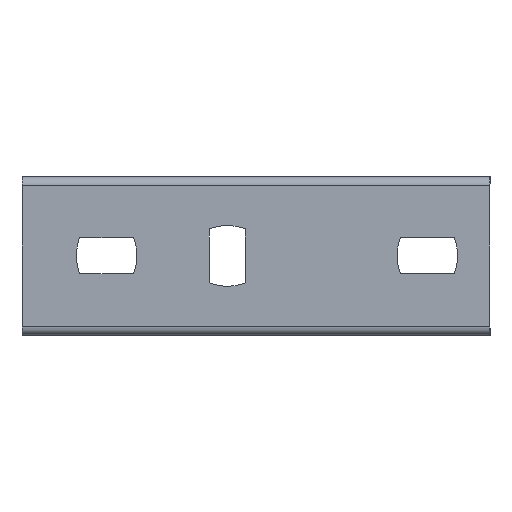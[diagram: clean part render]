
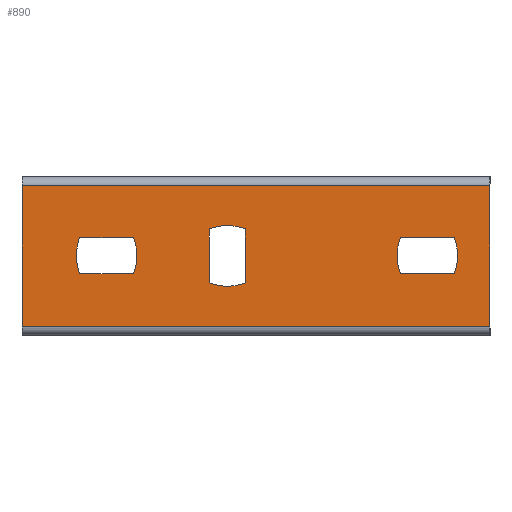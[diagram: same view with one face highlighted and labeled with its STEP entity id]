
A CAD part, left-side view. The second image highlights one B-rep face of the part: STEP entity #890.
In plain terms, the highlighted planar face has unit normal (-1, 0, 0).
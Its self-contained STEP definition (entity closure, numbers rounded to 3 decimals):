
#15 = VECTOR ( 'NONE', #179, 1000. ) ;
#17 = VECTOR ( 'NONE', #176, 1000. ) ;
#19 = VECTOR ( 'NONE', #177, 1000. ) ;
#20 = LINE ( 'NONE', #239, #15 ) ;
#21 = VECTOR ( 'NONE', #220, 1000. ) ;
#22 = LINE ( 'NONE', #180, #19 ) ;
#24 = LINE ( 'NONE', #260, #17 ) ;
#26 = LINE ( 'NONE', #305, #21 ) ;
#27 = VECTOR ( 'NONE', #267, 1000. ) ;
#30 = LINE ( 'NONE', #277, #27 ) ;
#33 = CIRCLE ( 'NONE', #1873, 14. ) ;
#34 = VECTOR ( 'NONE', #319, 1000. ) ;
#37 = LINE ( 'NONE', #324, #34 ) ;
#41 = VECTOR ( 'NONE', #370, 1000. ) ;
#42 = CIRCLE ( 'NONE', #1875, 14. ) ;
#44 = LINE ( 'NONE', #377, #41 ) ;
#48 = CIRCLE ( 'NONE', #1877, 14. ) ;
#49 = VECTOR ( 'NONE', #436, 1000. ) ;
#52 = LINE ( 'NONE', #442, #49 ) ;
#56 = VECTOR ( 'NONE', #475, 1000. ) ;
#57 = CIRCLE ( 'NONE', #1879, 14. ) ;
#59 = LINE ( 'NONE', #478, #56 ) ;
#62 = CIRCLE ( 'NONE', #1881, 14. ) ;
#67 = CIRCLE ( 'NONE', #1882, 14. ) ;
#70 = VECTOR ( 'NONE', #510, 1000. ) ;
#73 = LINE ( 'NONE', #512, #70 ) ;
#176 = DIRECTION ( 'NONE',  ( 0., 1., 0. ) ) ;
#177 = DIRECTION ( 'NONE',  ( 0., 1., 0. ) ) ;
#179 = DIRECTION ( 'NONE',  ( 0., 0., 1. ) ) ;
#180 = CARTESIAN_POINT ( 'NONE',  ( -2.107, 47.5, 2.5 ) ) ;
#220 = DIRECTION ( 'NONE',  ( 0., 0., -1. ) ) ;
#239 = CARTESIAN_POINT ( 'NONE',  ( -2.107, 130., -12.893 ) ) ;
#260 = CARTESIAN_POINT ( 'NONE',  ( -2.107, 47.5, 41.607 ) ) ;
#267 = DIRECTION ( 'NONE',  ( 0., 1., 0. ) ) ;
#277 = CARTESIAN_POINT ( 'NONE',  ( -2.107, 9.9, 17.107 ) ) ;
#284 = DIRECTION ( 'NONE',  ( 0., 0., -1. ) ) ;
#290 = DIRECTION ( 'NONE',  ( 1., 0., 0. ) ) ;
#297 = CARTESIAN_POINT ( 'NONE',  ( -2.107, 22.977, 22.107 ) ) ;
#305 = CARTESIAN_POINT ( 'NONE',  ( -2.107, 0., 67.107 ) ) ;
#319 = DIRECTION ( 'NONE',  ( 0., -1., 0. ) ) ;
#324 = CARTESIAN_POINT ( 'NONE',  ( -2.107, 9.9, 27.107 ) ) ;
#340 = DIRECTION ( 'NONE',  ( 0., 0., -1. ) ) ;
#342 = DIRECTION ( 'NONE',  ( 1., 0., 0. ) ) ;
#349 = CARTESIAN_POINT ( 'NONE',  ( -2.107, 11.823, 22.107 ) ) ;
#370 = DIRECTION ( 'NONE',  ( 0., -1., 0. ) ) ;
#377 = CARTESIAN_POINT ( 'NONE',  ( -2.107, 114., 27.107 ) ) ;
#403 = DIRECTION ( 'NONE',  ( 0., 0., -1. ) ) ;
#405 = DIRECTION ( 'NONE',  ( 1., 0., 0. ) ) ;
#408 = CARTESIAN_POINT ( 'NONE',  ( -2.107, 100.923, 22.107 ) ) ;
#436 = DIRECTION ( 'NONE',  ( 0., 1., 0. ) ) ;
#442 = CARTESIAN_POINT ( 'NONE',  ( -2.107, 114., 17.107 ) ) ;
#454 = DIRECTION ( 'NONE',  ( 0., 0., -1. ) ) ;
#457 = DIRECTION ( 'NONE',  ( 1., 0., 0. ) ) ;
#460 = CARTESIAN_POINT ( 'NONE',  ( -2.107, 112.077, 22.107 ) ) ;
#475 = DIRECTION ( 'NONE',  ( 0., 0., -1. ) ) ;
#478 = CARTESIAN_POINT ( 'NONE',  ( -2.107, 68., 29.607 ) ) ;
#482 = DIRECTION ( 'NONE',  ( 0., 0., -1. ) ) ;
#483 = DIRECTION ( 'NONE',  ( 1., 0., 0. ) ) ;
#488 = CARTESIAN_POINT ( 'NONE',  ( -2.107, 73., 16.531 ) ) ;
#498 = DIRECTION ( 'NONE',  ( 0., 0., -1. ) ) ;
#499 = DIRECTION ( 'NONE',  ( 1., 0., 0. ) ) ;
#500 = CARTESIAN_POINT ( 'NONE',  ( -2.107, 73., 27.684 ) ) ;
#510 = DIRECTION ( 'NONE',  ( 0., 0., 1. ) ) ;
#512 = CARTESIAN_POINT ( 'NONE',  ( -2.107, 78., 29.607 ) ) ;
#890 = ADVANCED_FACE ( 'NONE', ( #2513, #2507, #2512, #2508 ), #1155, .F. ) ;
#1151 = DIRECTION ( 'NONE',  ( 0., 0., -1. ) ) ;
#1155 = PLANE ( 'NONE',  #2955 ) ;
#1161 = CARTESIAN_POINT ( 'NONE',  ( -2.107, 47.5, 69.607 ) ) ;
#1175 = DIRECTION ( 'NONE',  ( 1., 0., 0. ) ) ;
#1177 = CARTESIAN_POINT ( 'NONE',  ( -2.107, 130., 41.607 ) ) ;
#1179 = CARTESIAN_POINT ( 'NONE',  ( -2.107, 0., 2.5 ) ) ;
#1181 = CARTESIAN_POINT ( 'NONE',  ( -2.107, 0., 41.607 ) ) ;
#1182 = CARTESIAN_POINT ( 'NONE',  ( -2.107, 9.9, 27.107 ) ) ;
#1185 = CARTESIAN_POINT ( 'NONE',  ( -2.107, 24.9, 17.107 ) ) ;
#1187 = CARTESIAN_POINT ( 'NONE',  ( -2.107, 9.9, 17.107 ) ) ;
#1188 = CARTESIAN_POINT ( 'NONE',  ( -2.107, 114., 17.107 ) ) ;
#1191 = CARTESIAN_POINT ( 'NONE',  ( -2.107, 24.9, 27.107 ) ) ;
#1198 = CARTESIAN_POINT ( 'NONE',  ( -2.107, 99., 27.107 ) ) ;
#1201 = CARTESIAN_POINT ( 'NONE',  ( -2.107, 114., 27.107 ) ) ;
#1205 = CARTESIAN_POINT ( 'NONE',  ( -2.107, 78., 29.607 ) ) ;
#1207 = CARTESIAN_POINT ( 'NONE',  ( -2.107, 99., 17.107 ) ) ;
#1209 = CARTESIAN_POINT ( 'NONE',  ( -2.107, 68., 29.607 ) ) ;
#1224 = CARTESIAN_POINT ( 'NONE',  ( -2.107, 78., 14.607 ) ) ;
#1226 = CARTESIAN_POINT ( 'NONE',  ( -2.107, 130., 2.5 ) ) ;
#1232 = CARTESIAN_POINT ( 'NONE',  ( -2.107, 68., 14.607 ) ) ;
#1873 = AXIS2_PLACEMENT_3D ( 'NONE', #297, #290, #284 ) ;
#1875 = AXIS2_PLACEMENT_3D ( 'NONE', #349, #342, #340 ) ;
#1877 = AXIS2_PLACEMENT_3D ( 'NONE', #408, #405, #403 ) ;
#1879 = AXIS2_PLACEMENT_3D ( 'NONE', #460, #457, #454 ) ;
#1881 = AXIS2_PLACEMENT_3D ( 'NONE', #488, #483, #482 ) ;
#1882 = AXIS2_PLACEMENT_3D ( 'NONE', #500, #499, #498 ) ;
#2028 = ORIENTED_EDGE ( 'NONE', *, *, #3107, .F. ) ;
#2029 = ORIENTED_EDGE ( 'NONE', *, *, #3106, .F. ) ;
#2030 = ORIENTED_EDGE ( 'NONE', *, *, #3108, .T. ) ;
#2032 = ORIENTED_EDGE ( 'NONE', *, *, #3109, .F. ) ;
#2033 = ORIENTED_EDGE ( 'NONE', *, *, #3084, .T. ) ;
#2034 = ORIENTED_EDGE ( 'NONE', *, *, #3086, .T. ) ;
#2035 = ORIENTED_EDGE ( 'NONE', *, *, #3081, .T. ) ;
#2036 = ORIENTED_EDGE ( 'NONE', *, *, #3078, .T. ) ;
#2037 = ORIENTED_EDGE ( 'NONE', *, *, #3092, .T. ) ;
#2038 = ORIENTED_EDGE ( 'NONE', *, *, #3095, .T. ) ;
#2039 = ORIENTED_EDGE ( 'NONE', *, *, #3087, .T. ) ;
#2040 = ORIENTED_EDGE ( 'NONE', *, *, #3090, .T. ) ;
#2041 = ORIENTED_EDGE ( 'NONE', *, *, #3101, .T. ) ;
#2042 = ORIENTED_EDGE ( 'NONE', *, *, #3103, .T. ) ;
#2043 = ORIENTED_EDGE ( 'NONE', *, *, #3096, .T. ) ;
#2044 = ORIENTED_EDGE ( 'NONE', *, *, #3099, .T. ) ;
#2507 = FACE_BOUND ( 'NONE', #2728, .T. ) ;
#2508 = FACE_BOUND ( 'NONE', #2734, .T. ) ;
#2512 = FACE_BOUND ( 'NONE', #2733, .T. ) ;
#2513 = FACE_OUTER_BOUND ( 'NONE', #2715, .T. ) ;
#2571 = VERTEX_POINT ( 'NONE', #1232 ) ;
#2572 = VERTEX_POINT ( 'NONE', #1226 ) ;
#2574 = VERTEX_POINT ( 'NONE', #1224 ) ;
#2585 = VERTEX_POINT ( 'NONE', #1209 ) ;
#2587 = VERTEX_POINT ( 'NONE', #1207 ) ;
#2588 = VERTEX_POINT ( 'NONE', #1205 ) ;
#2591 = VERTEX_POINT ( 'NONE', #1201 ) ;
#2593 = VERTEX_POINT ( 'NONE', #1198 ) ;
#2597 = VERTEX_POINT ( 'NONE', #1191 ) ;
#2599 = VERTEX_POINT ( 'NONE', #1188 ) ;
#2600 = VERTEX_POINT ( 'NONE', #1187 ) ;
#2601 = VERTEX_POINT ( 'NONE', #1185 ) ;
#2604 = VERTEX_POINT ( 'NONE', #1182 ) ;
#2605 = VERTEX_POINT ( 'NONE', #1181 ) ;
#2606 = VERTEX_POINT ( 'NONE', #1179 ) ;
#2608 = VERTEX_POINT ( 'NONE', #1177 ) ;
#2715 = EDGE_LOOP ( 'NONE', ( #2028, #2029, #2030, #2032 ) ) ;
#2728 = EDGE_LOOP ( 'NONE', ( #2033, #2034, #2035, #2036 ) ) ;
#2733 = EDGE_LOOP ( 'NONE', ( #2037, #2038, #2039, #2040 ) ) ;
#2734 = EDGE_LOOP ( 'NONE', ( #2041, #2042, #2043, #2044 ) ) ;
#2955 = AXIS2_PLACEMENT_3D ( 'NONE', #1161, #1175, #1151 ) ;
#3078 = EDGE_CURVE ( 'NONE', #2574, #2588, #73, .T. ) ;
#3081 = EDGE_CURVE ( 'NONE', #2571, #2574, #67, .T. ) ;
#3084 = EDGE_CURVE ( 'NONE', #2588, #2585, #62, .T. ) ;
#3086 = EDGE_CURVE ( 'NONE', #2585, #2571, #59, .T. ) ;
#3087 = EDGE_CURVE ( 'NONE', #2593, #2587, #57, .T. ) ;
#3090 = EDGE_CURVE ( 'NONE', #2587, #2599, #52, .T. ) ;
#3092 = EDGE_CURVE ( 'NONE', #2599, #2591, #48, .T. ) ;
#3095 = EDGE_CURVE ( 'NONE', #2591, #2593, #44, .T. ) ;
#3096 = EDGE_CURVE ( 'NONE', #2601, #2597, #42, .T. ) ;
#3099 = EDGE_CURVE ( 'NONE', #2597, #2604, #37, .T. ) ;
#3101 = EDGE_CURVE ( 'NONE', #2604, #2600, #33, .T. ) ;
#3103 = EDGE_CURVE ( 'NONE', #2600, #2601, #30, .T. ) ;
#3106 = EDGE_CURVE ( 'NONE', #2605, #2606, #26, .T. ) ;
#3107 = EDGE_CURVE ( 'NONE', #2606, #2572, #22, .T. ) ;
#3108 = EDGE_CURVE ( 'NONE', #2605, #2608, #24, .T. ) ;
#3109 = EDGE_CURVE ( 'NONE', #2572, #2608, #20, .T. ) ;
